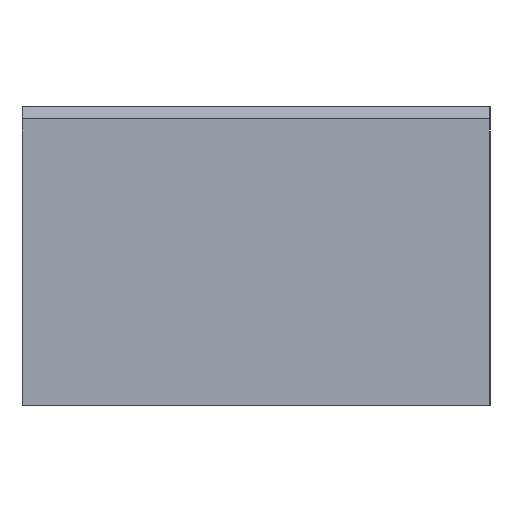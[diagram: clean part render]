
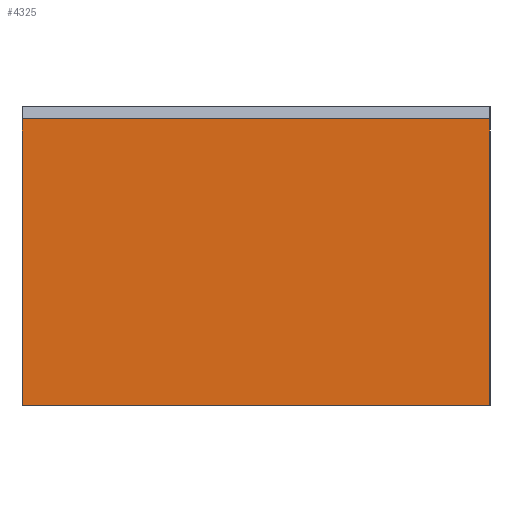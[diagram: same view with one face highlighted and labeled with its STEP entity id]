
A CAD part, left-side view. The second image highlights one B-rep face of the part: STEP entity #4325.
In plain terms, the highlighted planar face has unit normal (-1, 0, 0).
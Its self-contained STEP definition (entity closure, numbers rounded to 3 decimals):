
#67 = CARTESIAN_POINT ( 'NONE',  ( -12.5, -12.5, 15.32 ) ) ;
#339 = VERTEX_POINT ( 'NONE', #2903 ) ;
#349 = FACE_OUTER_BOUND ( 'NONE', #2141, .T. ) ;
#358 = LINE ( 'NONE', #4285, #1461 ) ;
#431 = DIRECTION ( 'NONE',  ( 0., -1., 0. ) ) ;
#538 = CARTESIAN_POINT ( 'NONE',  ( -12.5, 12.5, 15.32 ) ) ;
#685 = CARTESIAN_POINT ( 'NONE',  ( -12.5, -12.5, 0. ) ) ;
#926 = VERTEX_POINT ( 'NONE', #4047 ) ;
#1203 = ORIENTED_EDGE ( 'NONE', *, *, #4008, .T. ) ;
#1219 = LINE ( 'NONE', #2324, #1782 ) ;
#1267 = EDGE_CURVE ( 'NONE', #339, #2691, #1605, .T. ) ;
#1461 = VECTOR ( 'NONE', #2753, 1000. ) ;
#1605 = LINE ( 'NONE', #67, #4394 ) ;
#1706 = AXIS2_PLACEMENT_3D ( 'NONE', #4223, #3786, #2217 ) ;
#1782 = VECTOR ( 'NONE', #431, 1000. ) ;
#2141 = EDGE_LOOP ( 'NONE', ( #4981, #3488, #1203, #3360 ) ) ;
#2217 = DIRECTION ( 'NONE',  ( 0., 0., 1. ) ) ;
#2324 = CARTESIAN_POINT ( 'NONE',  ( -12.5, 12.5, 0. ) ) ;
#2465 = EDGE_CURVE ( 'NONE', #926, #3426, #358, .T. ) ;
#2511 = VECTOR ( 'NONE', #4109, 1000. ) ;
#2691 = VERTEX_POINT ( 'NONE', #685 ) ;
#2753 = DIRECTION ( 'NONE',  ( 0., 0., -1. ) ) ;
#2903 = CARTESIAN_POINT ( 'NONE',  ( -12.5, -12.5, 15.32 ) ) ;
#3243 = CARTESIAN_POINT ( 'NONE',  ( -12.5, 12.5, 0. ) ) ;
#3360 = ORIENTED_EDGE ( 'NONE', *, *, #1267, .F. ) ;
#3426 = VERTEX_POINT ( 'NONE', #3243 ) ;
#3488 = ORIENTED_EDGE ( 'NONE', *, *, #2465, .T. ) ;
#3786 = DIRECTION ( 'NONE',  ( -1., 0., 0. ) ) ;
#3845 = EDGE_CURVE ( 'NONE', #926, #339, #4444, .T. ) ;
#3962 = DIRECTION ( 'NONE',  ( 0., 0., -1. ) ) ;
#4008 = EDGE_CURVE ( 'NONE', #3426, #2691, #1219, .T. ) ;
#4047 = CARTESIAN_POINT ( 'NONE',  ( -12.5, 12.5, 15.32 ) ) ;
#4109 = DIRECTION ( 'NONE',  ( 0., -1., 0. ) ) ;
#4223 = CARTESIAN_POINT ( 'NONE',  ( -12.5, 12.5, 15.32 ) ) ;
#4285 = CARTESIAN_POINT ( 'NONE',  ( -12.5, 12.5, 15.32 ) ) ;
#4325 = ADVANCED_FACE ( 'NONE', ( #349 ), #4905, .T. ) ;
#4394 = VECTOR ( 'NONE', #3962, 1000. ) ;
#4444 = LINE ( 'NONE', #538, #2511 ) ;
#4905 = PLANE ( 'NONE',  #1706 ) ;
#4981 = ORIENTED_EDGE ( 'NONE', *, *, #3845, .F. ) ;
